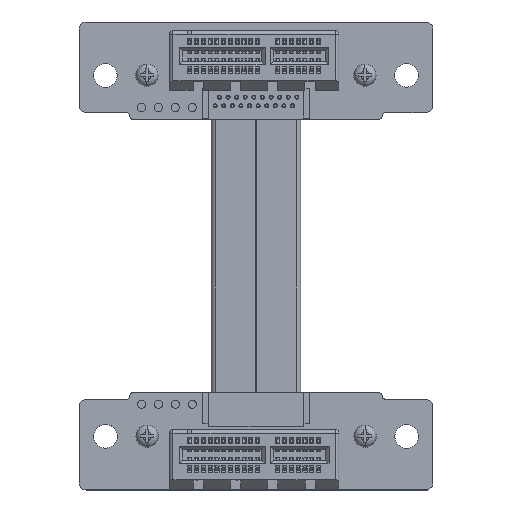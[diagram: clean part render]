
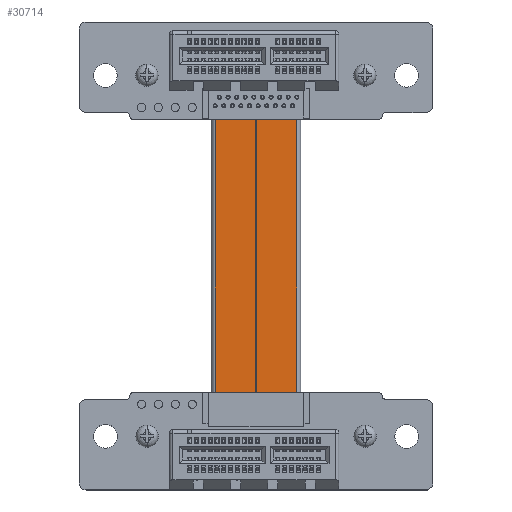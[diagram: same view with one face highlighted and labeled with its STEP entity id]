
A CAD part, top view. The second image highlights one B-rep face of the part: STEP entity #30714.
In plain terms, the highlighted face is planar.
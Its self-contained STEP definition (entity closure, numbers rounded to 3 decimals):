
#30677 = VERTEX_POINT('',#30678);
#30678 = CARTESIAN_POINT('',(12.065,-1.4,-43.));
#30696 = VERTEX_POINT('',#30697);
#30697 = CARTESIAN_POINT('',(12.065,-1.4,0.));
#30704 = EDGE_CURVE('',#30677,#30696,#30705,.T.);
#30705 = LINE('',#30706,#30707);
#30706 = CARTESIAN_POINT('',(12.065,-1.4,-43.));
#30707 = VECTOR('',#30708,1.);
#30708 = DIRECTION('',(0.,0.,1.));
#30714 = ADVANCED_FACE('',(#30715),#30740,.T.);
#30715 = FACE_BOUND('',#30716,.T.);
#30716 = EDGE_LOOP('',(#30717,#30725,#30733,#30739));
#30717 = ORIENTED_EDGE('',*,*,#30718,.F.);
#30718 = EDGE_CURVE('',#30719,#30696,#30721,.T.);
#30719 = VERTEX_POINT('',#30720);
#30720 = CARTESIAN_POINT('',(0.,-1.4,
    0.));
#30721 = LINE('',#30722,#30723);
#30722 = CARTESIAN_POINT('',(6.032,-1.4,0.));
#30723 = VECTOR('',#30724,1.);
#30724 = DIRECTION('',(1.,0.,0.));
#30725 = ORIENTED_EDGE('',*,*,#30726,.F.);
#30726 = EDGE_CURVE('',#30727,#30719,#30729,.T.);
#30727 = VERTEX_POINT('',#30728);
#30728 = CARTESIAN_POINT('',(0.,-1.4,-43.)
  );
#30729 = LINE('',#30730,#30731);
#30730 = CARTESIAN_POINT('',(0.,-1.4,-43.)
  );
#30731 = VECTOR('',#30732,1.);
#30732 = DIRECTION('',(0.,0.,1.));
#30733 = ORIENTED_EDGE('',*,*,#30734,.T.);
#30734 = EDGE_CURVE('',#30727,#30677,#30735,.T.);
#30735 = LINE('',#30736,#30737);
#30736 = CARTESIAN_POINT('',(12.065,-1.4,-43.));
#30737 = VECTOR('',#30738,1.);
#30738 = DIRECTION('',(1.,0.,0.));
#30739 = ORIENTED_EDGE('',*,*,#30704,.T.);
#30740 = PLANE('',#30741);
#30741 = AXIS2_PLACEMENT_3D('',#30742,#30743,#30744);
#30742 = CARTESIAN_POINT('',(6.032,-1.4,-43.));
#30743 = DIRECTION('',(0.,-1.,0.));
#30744 = DIRECTION('',(0.,0.,-1.));
